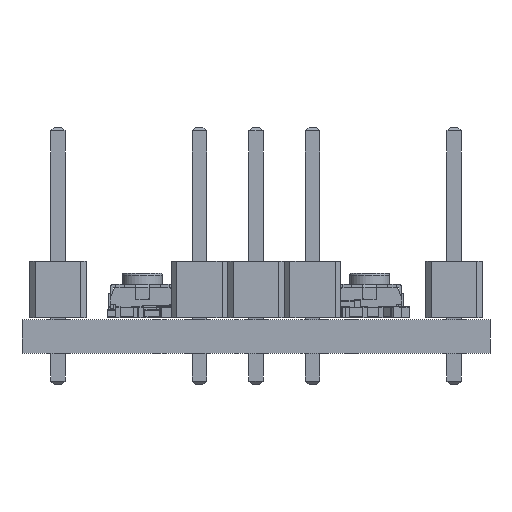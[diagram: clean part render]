
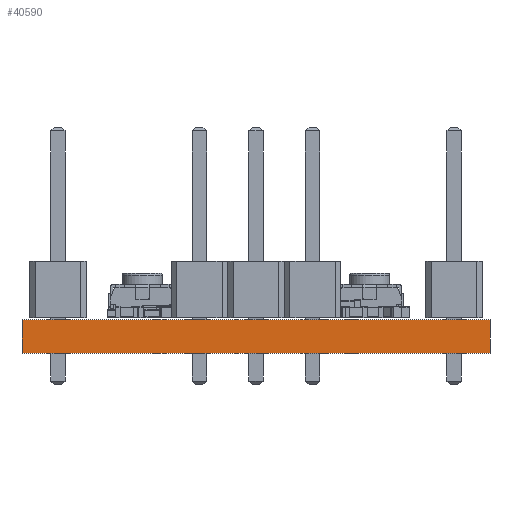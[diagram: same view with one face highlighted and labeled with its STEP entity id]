
A CAD part, front view. The second image highlights one B-rep face of the part: STEP entity #40590.
In plain terms, the highlighted planar face has unit normal (0, -1, 0).
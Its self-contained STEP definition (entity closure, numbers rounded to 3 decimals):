
#40590 = ADVANCED_FACE('',(#40591),#40625,.T.);
#40591 = FACE_BOUND('',#40592,.T.);
#40592 = EDGE_LOOP('',(#40593,#40603,#40611,#40619));
#40593 = ORIENTED_EDGE('',*,*,#40594,.T.);
#40594 = EDGE_CURVE('',#40595,#40597,#40599,.T.);
#40595 = VERTEX_POINT('',#40596);
#40596 = CARTESIAN_POINT('',(71.,-100.,0.));
#40597 = VERTEX_POINT('',#40598);
#40598 = CARTESIAN_POINT('',(71.,-100.,1.51));
#40599 = LINE('',#40600,#40601);
#40600 = CARTESIAN_POINT('',(71.,-100.,0.));
#40601 = VECTOR('',#40602,1.);
#40602 = DIRECTION('',(0.,0.,1.));
#40603 = ORIENTED_EDGE('',*,*,#40604,.T.);
#40604 = EDGE_CURVE('',#40597,#40605,#40607,.T.);
#40605 = VERTEX_POINT('',#40606);
#40606 = CARTESIAN_POINT('',(50.,-100.,1.51));
#40607 = LINE('',#40608,#40609);
#40608 = CARTESIAN_POINT('',(71.,-100.,1.51));
#40609 = VECTOR('',#40610,1.);
#40610 = DIRECTION('',(-1.,0.,0.));
#40611 = ORIENTED_EDGE('',*,*,#40612,.F.);
#40612 = EDGE_CURVE('',#40613,#40605,#40615,.T.);
#40613 = VERTEX_POINT('',#40614);
#40614 = CARTESIAN_POINT('',(50.,-100.,0.));
#40615 = LINE('',#40616,#40617);
#40616 = CARTESIAN_POINT('',(50.,-100.,0.));
#40617 = VECTOR('',#40618,1.);
#40618 = DIRECTION('',(0.,0.,1.));
#40619 = ORIENTED_EDGE('',*,*,#40620,.F.);
#40620 = EDGE_CURVE('',#40595,#40613,#40621,.T.);
#40621 = LINE('',#40622,#40623);
#40622 = CARTESIAN_POINT('',(71.,-100.,0.));
#40623 = VECTOR('',#40624,1.);
#40624 = DIRECTION('',(-1.,0.,0.));
#40625 = PLANE('',#40626);
#40626 = AXIS2_PLACEMENT_3D('',#40627,#40628,#40629);
#40627 = CARTESIAN_POINT('',(71.,-100.,0.));
#40628 = DIRECTION('',(0.,-1.,0.));
#40629 = DIRECTION('',(-1.,0.,0.));
